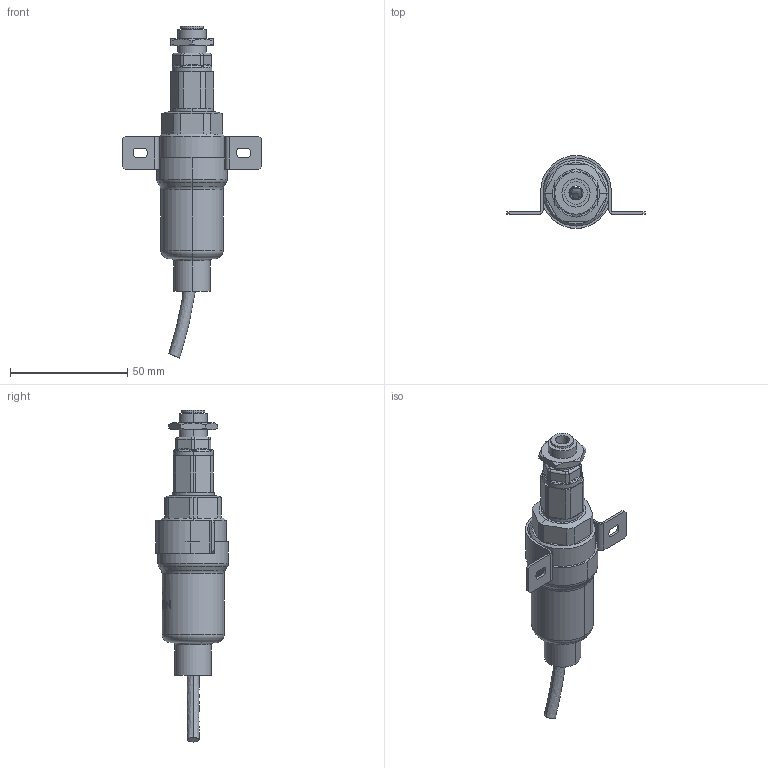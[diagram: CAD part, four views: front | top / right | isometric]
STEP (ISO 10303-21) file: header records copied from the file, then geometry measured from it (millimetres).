
FILE_DESCRIPTION (( 'STEP AP214' ), '1' );
FILE_NAME ('MSDSO_351434.STEP', '2015-02-25T11:40:32', ( 'Admin1' ), ( '' ), 'SwSTEP 2.0', 'SolidWorks 2014', '' );
FILE_SCHEMA (( 'AUTOMOTIVE_DESIGN' ));
Length unit declared in the file: millimetre
Products named in the file (1): MSDSO_351434
Bounding box: 59 x 31 x 141.33 mm (x, y, z)
Surface area: 14164.7 mm2 (no closed solid volume)
Topology: 0 solids, 7 shells, 284 faces, 798 edges, 517 vertices
Faces by surface type: plane 107, cylinder 70, bspline 65, torus 24, cone 18
Entity records: 15474 total; most frequent: CARTESIAN_POINT 5582, ORIENTED_EDGE 1483, DIRECTION 1214, EDGE_CURVE 798, VERTEX_POINT 517, AXIS2_PLACEMENT_3D 455, EDGE_LOOP 306, VECTOR 304
